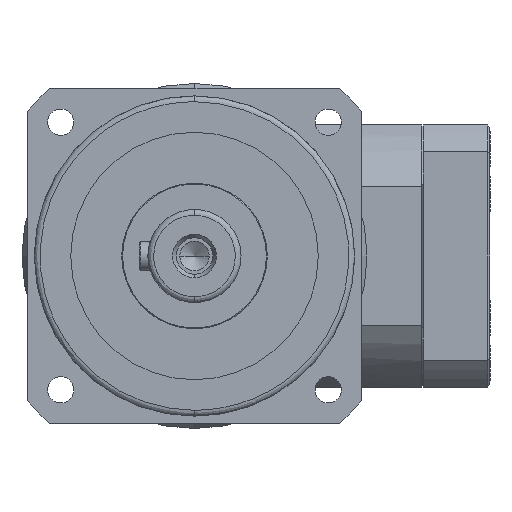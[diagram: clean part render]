
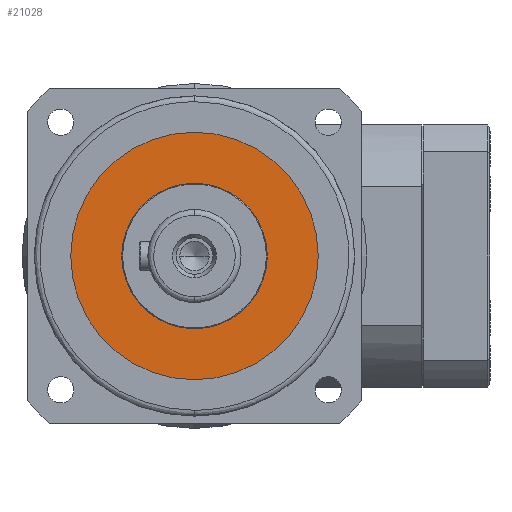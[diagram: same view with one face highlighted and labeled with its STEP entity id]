
A CAD part, left-side view. The second image highlights one B-rep face of the part: STEP entity #21028.
In plain terms, the highlighted face is planar.
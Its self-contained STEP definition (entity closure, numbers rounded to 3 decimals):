
#184 = ORIENTED_EDGE ( 'NONE', *, *, #11651, .T. ) ;
#303 = DIRECTION ( 'NONE',  ( -1., 0., 0. ) ) ;
#1020 = DIRECTION ( 'NONE',  ( -1., 0., 0. ) ) ;
#1352 = ORIENTED_EDGE ( 'NONE', *, *, #16029, .T. ) ;
#1670 = EDGE_LOOP ( 'NONE', ( #9335, #1352 ) ) ;
#2671 = AXIS2_PLACEMENT_3D ( 'NONE', #21375, #8535, #23438 ) ;
#4436 = CIRCLE ( 'NONE', #27542, 25. ) ;
#6217 = PLANE ( 'NONE',  #2671 ) ;
#7390 = CIRCLE ( 'NONE', #19195, 42.5 ) ;
#7643 = CARTESIAN_POINT ( 'NONE',  ( -53.01, 0., 0. ) ) ;
#8415 = VERTEX_POINT ( 'NONE', #22513 ) ;
#8535 = DIRECTION ( 'NONE',  ( 1., 0., 0. ) ) ;
#8902 = FACE_OUTER_BOUND ( 'NONE', #1670, .T. ) ;
#9335 = ORIENTED_EDGE ( 'NONE', *, *, #14752, .T. ) ;
#9875 = DIRECTION ( 'NONE',  ( 0., 0., 1. ) ) ;
#9963 = CIRCLE ( 'NONE', #15539, 25. ) ;
#11651 = EDGE_CURVE ( 'NONE', #8415, #24999, #9963, .T. ) ;
#11898 = EDGE_CURVE ( 'NONE', #24999, #8415, #4436, .T. ) ;
#12788 = CARTESIAN_POINT ( 'NONE',  ( -53.01, 0., 0. ) ) ;
#13621 = CARTESIAN_POINT ( 'NONE',  ( -53.01, 0., 0. ) ) ;
#14260 = CARTESIAN_POINT ( 'NONE',  ( -53.01, 0., 0. ) ) ;
#14752 = EDGE_CURVE ( 'NONE', #19379, #18901, #7390, .T. ) ;
#14905 = DIRECTION ( 'NONE',  ( 0., 0., 1. ) ) ;
#15275 = AXIS2_PLACEMENT_3D ( 'NONE', #12788, #27438, #14905 ) ;
#15539 = AXIS2_PLACEMENT_3D ( 'NONE', #14260, #1020, #16326 ) ;
#15668 = DIRECTION ( 'NONE',  ( 0., 0., 1. ) ) ;
#16029 = EDGE_CURVE ( 'NONE', #18901, #19379, #19160, .T. ) ;
#16326 = DIRECTION ( 'NONE',  ( 0., 0., 1. ) ) ;
#17014 = EDGE_LOOP ( 'NONE', ( #184, #23622 ) ) ;
#18901 = VERTEX_POINT ( 'NONE', #26572 ) ;
#19160 = CIRCLE ( 'NONE', #15275, 42.5 ) ;
#19195 = AXIS2_PLACEMENT_3D ( 'NONE', #7643, #22643, #9875 ) ;
#19379 = VERTEX_POINT ( 'NONE', #23451 ) ;
#21028 = ADVANCED_FACE ( 'NONE', ( #8902, #25168 ), #6217, .T. ) ;
#21375 = CARTESIAN_POINT ( 'NONE',  ( -53.01, 0., 0. ) ) ;
#22513 = CARTESIAN_POINT ( 'NONE',  ( -53.01, 0., 25. ) ) ;
#22643 = DIRECTION ( 'NONE',  ( 1., 0., 0. ) ) ;
#23438 = DIRECTION ( 'NONE',  ( 0., 0., -1. ) ) ;
#23451 = CARTESIAN_POINT ( 'NONE',  ( -53.01, 0., 42.5 ) ) ;
#23622 = ORIENTED_EDGE ( 'NONE', *, *, #11898, .T. ) ;
#24999 = VERTEX_POINT ( 'NONE', #26961 ) ;
#25168 = FACE_BOUND ( 'NONE', #17014, .T. ) ;
#26572 = CARTESIAN_POINT ( 'NONE',  ( -53.01, 0., -42.5 ) ) ;
#26961 = CARTESIAN_POINT ( 'NONE',  ( -53.01, 0., -25. ) ) ;
#27438 = DIRECTION ( 'NONE',  ( 1., 0., 0. ) ) ;
#27542 = AXIS2_PLACEMENT_3D ( 'NONE', #13621, #303, #15668 ) ;
